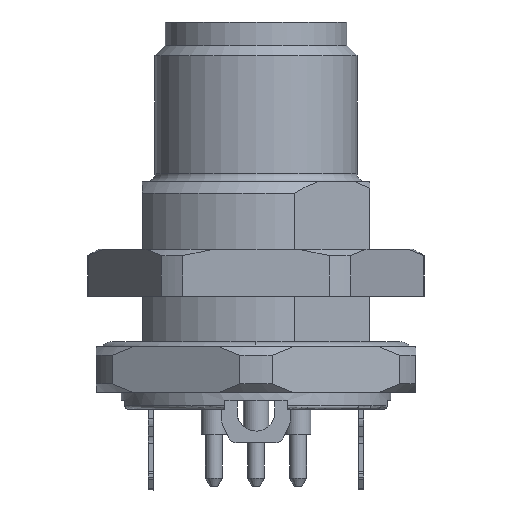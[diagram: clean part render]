
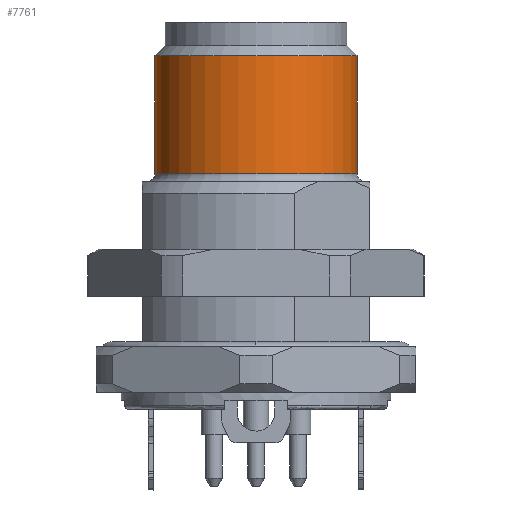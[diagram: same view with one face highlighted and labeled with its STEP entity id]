
A CAD part, left-side view. The second image highlights one B-rep face of the part: STEP entity #7761.
In plain terms, the highlighted cylindrical face has radius 6 mm (diameter 12 mm), a partial arc.
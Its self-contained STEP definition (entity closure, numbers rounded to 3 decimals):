
#7649=AXIS2_PLACEMENT_3D('Circle Axis2P3D',#7647,#7648,$) ;
#7734=AXIS2_PLACEMENT_3D('Cylinder Axis2P3D',#7731,#7732,#7733) ;
#7752=AXIS2_PLACEMENT_3D('Circle Axis2P3D',#7750,#7751,$) ;
#7644=CARTESIAN_POINT('Vertex',(10.45,4.,18.8)) ;
#7647=CARTESIAN_POINT('Axis2P3D Location',(10.45,10.,18.8)) ;
#7651=CARTESIAN_POINT('Vertex',(10.45,16.,18.8)) ;
#7731=CARTESIAN_POINT('Axis2P3D Location',(10.45,10.,5.8)) ;
#7736=CARTESIAN_POINT('Line Origine',(10.45,16.,5.8)) ;
#7740=CARTESIAN_POINT('Vertex',(10.45,16.,25.8)) ;
#7743=CARTESIAN_POINT('Line Origine',(10.45,4.,5.8)) ;
#7747=CARTESIAN_POINT('Vertex',(10.45,4.,25.8)) ;
#7750=CARTESIAN_POINT('Axis2P3D Location',(10.45,10.,25.8)) ;
#7648=DIRECTION('Axis2P3D Direction',(0.,0.,-1.)) ;
#7732=DIRECTION('Axis2P3D Direction',(0.,0.,-1.)) ;
#7733=DIRECTION('Axis2P3D XDirection',(0.,-1.,0.)) ;
#7737=DIRECTION('Vector Direction',(0.,0.,-1.)) ;
#7744=DIRECTION('Vector Direction',(0.,0.,-1.)) ;
#7751=DIRECTION('Axis2P3D Direction',(0.,0.,-1.)) ;
#7738=VECTOR('Line Direction',#7737,1.) ;
#7745=VECTOR('Line Direction',#7744,1.) ;
#7756=ORIENTED_EDGE('',*,*,#7742,.T.) ;
#7757=ORIENTED_EDGE('',*,*,#7653,.T.) ;
#7758=ORIENTED_EDGE('',*,*,#7749,.T.) ;
#7759=ORIENTED_EDGE('',*,*,#7754,.T.) ;
#7761=ADVANCED_FACE('Hauptkoerper',(#7760),#7735,.T.) ;
#7650=CIRCLE('generated circle',#7649,6.) ;
#7753=CIRCLE('generated circle',#7752,6.) ;
#7735=CYLINDRICAL_SURFACE('generated cylinder',#7734,6.) ;
#7653=EDGE_CURVE('',#7652,#7645,#7650,.F.) ;
#7742=EDGE_CURVE('',#7741,#7652,#7739,.T.) ;
#7749=EDGE_CURVE('',#7645,#7748,#7746,.F.) ;
#7754=EDGE_CURVE('',#7748,#7741,#7753,.T.) ;
#7755=EDGE_LOOP('',(#7756,#7757,#7758,#7759)) ;
#7760=FACE_OUTER_BOUND('',#7755,.T.) ;
#7739=LINE('Line',#7736,#7738) ;
#7746=LINE('Line',#7743,#7745) ;
#7645=VERTEX_POINT('',#7644) ;
#7652=VERTEX_POINT('',#7651) ;
#7741=VERTEX_POINT('',#7740) ;
#7748=VERTEX_POINT('',#7747) ;
